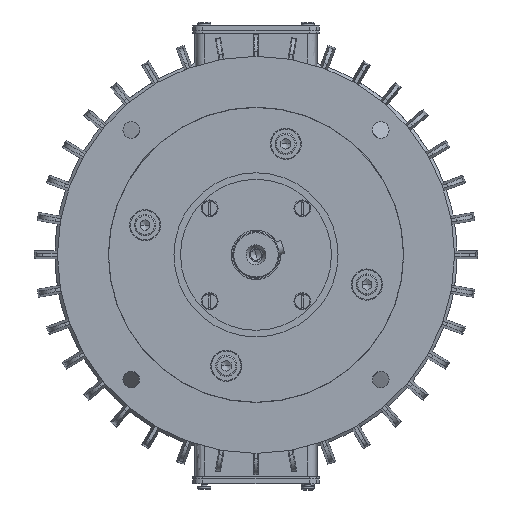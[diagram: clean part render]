
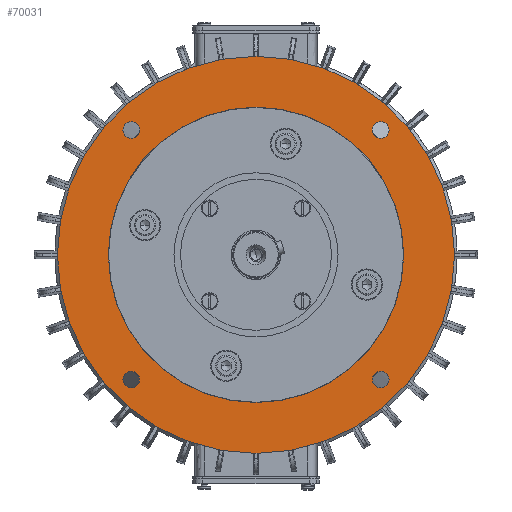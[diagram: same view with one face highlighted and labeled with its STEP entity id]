
A CAD part, left-side view. The second image highlights one B-rep face of the part: STEP entity #70031.
In plain terms, the highlighted planar face has unit normal (-1, 0, 0).
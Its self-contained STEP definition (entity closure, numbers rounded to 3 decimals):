
#1276=CARTESIAN_POINT('',(-65.5,0.,121.));
#1277=VERTEX_POINT('',#1276);
#1293=CARTESIAN_POINT('',(-65.5,0.,-121.));
#1294=VERTEX_POINT('',#1293);
#1301=CARTESIAN_POINT('',(-65.5,0.,0.));
#1302=DIRECTION('',(1.0,0.0,0.0));
#1303=DIRECTION('',(0.0,0.0,1.0));
#1304=AXIS2_PLACEMENT_3D('',#1301,#1302,#1303);
#1305=CIRCLE('',#1304,121.);
#1306=EDGE_CURVE('',#1294,#1277,#1305,.T.);
#1316=CARTESIAN_POINT('',(-65.5,0.,90.0));
#1317=VERTEX_POINT('',#1316);
#1326=CARTESIAN_POINT('',(-65.5,0.,-90.0));
#1327=VERTEX_POINT('',#1326);
#1328=CARTESIAN_POINT('',(-65.5,0.,0.));
#1329=DIRECTION('',(1.0,0.0,0.0));
#1330=DIRECTION('',(0.0,0.0,1.0));
#1331=AXIS2_PLACEMENT_3D('',#1328,#1329,#1330);
#1332=CIRCLE('',#1331,90.0);
#1333=EDGE_CURVE('',#1327,#1317,#1332,.T.);
#1441=CARTESIAN_POINT('',(-65.5,-76.014,70.961));
#1442=VERTEX_POINT('',#1441);
#1458=CARTESIAN_POINT('',(-65.5,-76.014,81.067));
#1459=VERTEX_POINT('',#1458);
#1466=CARTESIAN_POINT('',(-65.5,-76.014,76.014));
#1467=DIRECTION('',(1.0,0.0,0.0));
#1468=DIRECTION('',(0.0,0.0,-1.0));
#1469=AXIS2_PLACEMENT_3D('',#1466,#1467,#1468);
#1470=CIRCLE('',#1469,5.053);
#1471=EDGE_CURVE('',#1442,#1459,#1470,.T.);
#1504=CARTESIAN_POINT('',(-65.5,70.961,76.014));
#1505=VERTEX_POINT('',#1504);
#1521=CARTESIAN_POINT('',(-65.5,81.067,76.014));
#1522=VERTEX_POINT('',#1521);
#1529=CARTESIAN_POINT('',(-65.5,76.014,76.014));
#1530=DIRECTION('',(1.0,0.0,0.0));
#1531=DIRECTION('',(0.0,-1.0,0.0));
#1532=AXIS2_PLACEMENT_3D('',#1529,#1530,#1531);
#1533=CIRCLE('',#1532,5.053);
#1534=EDGE_CURVE('',#1505,#1522,#1533,.T.);
#1567=CARTESIAN_POINT('',(-65.5,76.014,-70.961));
#1568=VERTEX_POINT('',#1567);
#1584=CARTESIAN_POINT('',(-65.5,76.014,-81.067));
#1585=VERTEX_POINT('',#1584);
#1592=CARTESIAN_POINT('',(-65.5,76.014,-76.014));
#1593=DIRECTION('',(1.0,0.0,0.0));
#1594=DIRECTION('',(0.0,0.0,1.0));
#1595=AXIS2_PLACEMENT_3D('',#1592,#1593,#1594);
#1596=CIRCLE('',#1595,5.053);
#1597=EDGE_CURVE('',#1568,#1585,#1596,.T.);
#1630=CARTESIAN_POINT('',(-65.5,-70.961,-76.014));
#1631=VERTEX_POINT('',#1630);
#1647=CARTESIAN_POINT('',(-65.5,-81.067,-76.014));
#1648=VERTEX_POINT('',#1647);
#1655=CARTESIAN_POINT('',(-65.5,-76.014,-76.014));
#1656=DIRECTION('',(1.0,0.0,0.0));
#1657=DIRECTION('',(0.0,1.0,0.0));
#1658=AXIS2_PLACEMENT_3D('',#1655,#1656,#1657);
#1659=CIRCLE('',#1658,5.053);
#1660=EDGE_CURVE('',#1631,#1648,#1659,.T.);
#69758=CARTESIAN_POINT('',(-65.5,-76.014,-76.014));
#69759=DIRECTION('',(1.0,0.0,0.0));
#69760=DIRECTION('',(0.0,1.0,0.0));
#69761=AXIS2_PLACEMENT_3D('',#69758,#69759,#69760);
#69762=CIRCLE('',#69761,5.053);
#69763=EDGE_CURVE('',#1648,#1631,#69762,.T.);
#69803=CARTESIAN_POINT('',(-65.5,76.014,-76.014));
#69804=DIRECTION('',(1.0,0.0,0.0));
#69805=DIRECTION('',(0.0,0.0,1.0));
#69806=AXIS2_PLACEMENT_3D('',#69803,#69804,#69805);
#69807=CIRCLE('',#69806,5.053);
#69808=EDGE_CURVE('',#1585,#1568,#69807,.T.);
#69848=CARTESIAN_POINT('',(-65.5,76.014,76.014));
#69849=DIRECTION('',(1.0,0.0,0.0));
#69850=DIRECTION('',(0.0,-1.0,0.0));
#69851=AXIS2_PLACEMENT_3D('',#69848,#69849,#69850);
#69852=CIRCLE('',#69851,5.053);
#69853=EDGE_CURVE('',#1522,#1505,#69852,.T.);
#69893=CARTESIAN_POINT('',(-65.5,-76.014,76.014));
#69894=DIRECTION('',(1.0,0.0,0.0));
#69895=DIRECTION('',(0.0,0.0,-1.0));
#69896=AXIS2_PLACEMENT_3D('',#69893,#69894,#69895);
#69897=CIRCLE('',#69896,5.053);
#69898=EDGE_CURVE('',#1459,#1442,#69897,.T.);
#69938=CARTESIAN_POINT('',(-65.5,0.,0.));
#69939=DIRECTION('',(1.0,0.0,0.0));
#69940=DIRECTION('',(0.0,0.0,1.0));
#69941=AXIS2_PLACEMENT_3D('',#69938,#69939,#69940);
#69942=CIRCLE('',#69941,90.0);
#69943=EDGE_CURVE('',#1317,#1327,#69942,.T.);
#69984=CARTESIAN_POINT('',(-65.5,0.,0.));
#69985=DIRECTION('',(1.0,0.0,0.0));
#69986=DIRECTION('',(0.0,0.0,1.0));
#69987=AXIS2_PLACEMENT_3D('',#69984,#69985,#69986);
#69988=CIRCLE('',#69987,121.);
#69989=EDGE_CURVE('',#1277,#1294,#69988,.T.);
#70002=CARTESIAN_POINT('',(-65.5,0.,0.));
#70003=DIRECTION('',(1.0,0.0,0.0));
#70004=DIRECTION('',(0.0,0.0,1.0));
#70005=AXIS2_PLACEMENT_3D('',#70002,#70003,#70004);
#70006=PLANE('',#70005);
#70007=ORIENTED_EDGE('',*,*,#1306,.F.);
#70008=ORIENTED_EDGE('',*,*,#69989,.F.);
#70009=EDGE_LOOP('',(#70007,#70008));
#70010=FACE_OUTER_BOUND('',#70009,.T.);
#70011=ORIENTED_EDGE('',*,*,#1660,.T.);
#70012=ORIENTED_EDGE('',*,*,#69763,.T.);
#70013=EDGE_LOOP('',(#70011,#70012));
#70014=FACE_BOUND('',#70013,.T.);
#70015=ORIENTED_EDGE('',*,*,#1597,.T.);
#70016=ORIENTED_EDGE('',*,*,#69808,.T.);
#70017=EDGE_LOOP('',(#70015,#70016));
#70018=FACE_BOUND('',#70017,.T.);
#70019=ORIENTED_EDGE('',*,*,#1534,.T.);
#70020=ORIENTED_EDGE('',*,*,#69853,.T.);
#70021=EDGE_LOOP('',(#70019,#70020));
#70022=FACE_BOUND('',#70021,.T.);
#70023=ORIENTED_EDGE('',*,*,#1471,.T.);
#70024=ORIENTED_EDGE('',*,*,#69898,.T.);
#70025=EDGE_LOOP('',(#70023,#70024));
#70026=FACE_BOUND('',#70025,.T.);
#70027=ORIENTED_EDGE('',*,*,#1333,.T.);
#70028=ORIENTED_EDGE('',*,*,#69943,.T.);
#70029=EDGE_LOOP('',(#70027,#70028));
#70030=FACE_BOUND('',#70029,.T.);
#70031=ADVANCED_FACE('',(#70010,#70014,#70018,#70022,#70026,#70030),#70006,.F.);
